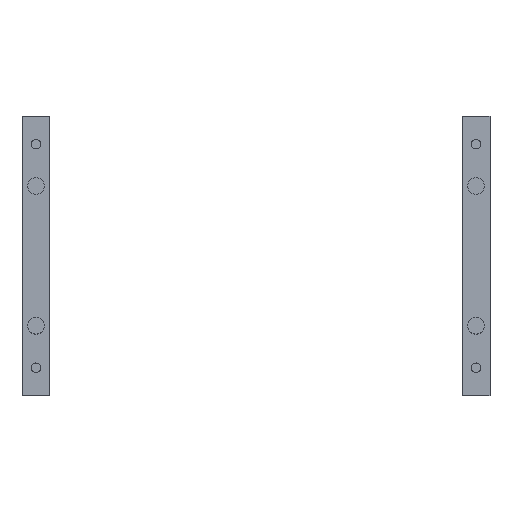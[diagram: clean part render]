
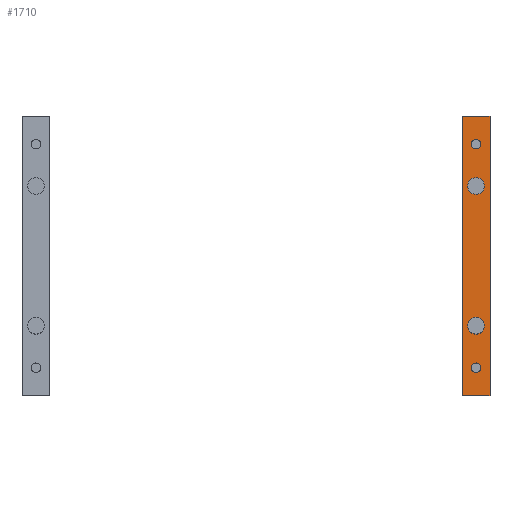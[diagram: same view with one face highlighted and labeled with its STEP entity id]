
A CAD part, top view. The second image highlights one B-rep face of the part: STEP entity #1710.
In plain terms, the highlighted planar face has unit normal (0, 0, 1).
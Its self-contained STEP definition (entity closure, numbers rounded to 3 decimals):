
#21=FACE_BOUND('',#255,.T.);
#22=FACE_BOUND('',#256,.T.);
#23=FACE_BOUND('',#257,.T.);
#24=FACE_BOUND('',#258,.T.);
#70=PLANE('',#1825);
#158=FACE_OUTER_BOUND('',#254,.T.);
#254=EDGE_LOOP('',(#1397,#1398,#1399,#1400));
#255=EDGE_LOOP('',(#1401));
#256=EDGE_LOOP('',(#1402));
#257=EDGE_LOOP('',(#1403));
#258=EDGE_LOOP('',(#1404));
#344=LINE('',#2403,#568);
#394=LINE('',#2504,#618);
#396=LINE('',#2508,#620);
#426=LINE('',#2565,#650);
#568=VECTOR('',#1947,10.);
#618=VECTOR('',#2033,10.);
#620=VECTOR('',#2037,10.);
#650=VECTOR('',#2093,10.);
#766=CIRCLE('',#1778,2.4);
#768=CIRCLE('',#1781,2.4);
#769=CIRCLE('',#1785,1.35);
#771=CIRCLE('',#1789,1.35);
#782=VERTEX_POINT('',#2330);
#784=VERTEX_POINT('',#2336);
#785=VERTEX_POINT('',#2342);
#787=VERTEX_POINT('',#2349);
#790=VERTEX_POINT('',#2357);
#812=VERTEX_POINT('',#2401);
#845=VERTEX_POINT('',#2503);
#846=VERTEX_POINT('',#2507);
#943=EDGE_CURVE('',#782,#782,#766,.T.);
#946=EDGE_CURVE('',#784,#784,#768,.T.);
#947=EDGE_CURVE('',#785,#785,#769,.T.);
#950=EDGE_CURVE('',#787,#787,#771,.T.);
#976=EDGE_CURVE('',#790,#812,#344,.T.);
#1026=EDGE_CURVE('',#845,#790,#394,.T.);
#1028=EDGE_CURVE('',#846,#845,#396,.T.);
#1058=EDGE_CURVE('',#846,#812,#426,.T.);
#1397=ORIENTED_EDGE('',*,*,#976,.T.);
#1398=ORIENTED_EDGE('',*,*,#1058,.F.);
#1399=ORIENTED_EDGE('',*,*,#1028,.T.);
#1400=ORIENTED_EDGE('',*,*,#1026,.T.);
#1401=ORIENTED_EDGE('',*,*,#943,.F.);
#1402=ORIENTED_EDGE('',*,*,#946,.F.);
#1403=ORIENTED_EDGE('',*,*,#947,.T.);
#1404=ORIENTED_EDGE('',*,*,#950,.T.);
#1710=ADVANCED_FACE('',(#158,#21,#22,#23,#24),#70,.T.);
#1778=AXIS2_PLACEMENT_3D('',#2332,#1891,#1892);
#1781=AXIS2_PLACEMENT_3D('',#2338,#1898,#1899);
#1785=AXIS2_PLACEMENT_3D('',#2343,#1906,#1907);
#1789=AXIS2_PLACEMENT_3D('',#2350,#1915,#1916);
#1825=AXIS2_PLACEMENT_3D('',#2566,#2094,#2095);
#1891=DIRECTION('center_axis',(0.,0.,
1.));
#1892=DIRECTION('ref_axis',(-1.,0.,0.));
#1898=DIRECTION('center_axis',(0.,0.,
1.));
#1899=DIRECTION('ref_axis',(-1.,0.,0.));
#1906=DIRECTION('center_axis',(0.,0.,-1.));
#1907=DIRECTION('ref_axis',(0.,-1.,0.));
#1915=DIRECTION('center_axis',(0.,0.,-1.));
#1916=DIRECTION('ref_axis',(0.,-1.,0.));
#1947=DIRECTION('',(0.,-1.,0.));
#2033=DIRECTION('',(-1.,0.,0.));
#2037=DIRECTION('',(0.,1.,0.));
#2093=DIRECTION('',(-1.,0.,0.));
#2094=DIRECTION('center_axis',(0.,0.,1.));
#2095=DIRECTION('ref_axis',(1.,0.,0.));
#2330=CARTESIAN_POINT('',(245.4,25.038,34.597));
#2332=CARTESIAN_POINT('Origin',(243.,25.038,34.597));
#2336=CARTESIAN_POINT('',(245.4,65.041,34.597));
#2338=CARTESIAN_POINT('Origin',(243.,65.041,34.597));
#2342=CARTESIAN_POINT('',(241.65,13.042,34.597));
#2343=CARTESIAN_POINT('Origin',(243.,13.042,34.597));
#2349=CARTESIAN_POINT('',(241.65,77.044,34.597));
#2350=CARTESIAN_POINT('Origin',(243.,77.044,34.597));
#2357=CARTESIAN_POINT('',(239.,85.038,34.597));
#2401=CARTESIAN_POINT('',(239.,5.041,34.597));
#2403=CARTESIAN_POINT('',(239.,35.949,34.597));
#2503=CARTESIAN_POINT('',(247.,85.038,34.597));
#2504=CARTESIAN_POINT('',(248.,85.038,34.597));
#2507=CARTESIAN_POINT('',(247.,5.041,34.597));
#2508=CARTESIAN_POINT('',(247.,35.949,34.597));
#2565=CARTESIAN_POINT('',(248.,5.041,34.597));
#2566=CARTESIAN_POINT('Origin',(243.726,65.647,34.597));
